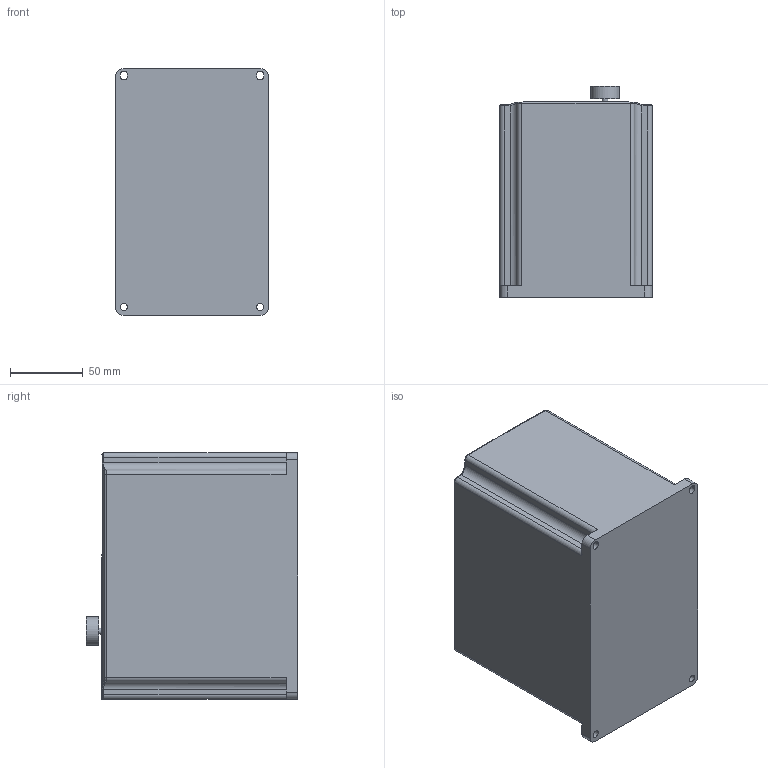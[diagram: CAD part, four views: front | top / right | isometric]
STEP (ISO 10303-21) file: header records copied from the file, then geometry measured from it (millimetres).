
FILE_DESCRIPTION(/* description */ (''),/* implementation_level */ '2;1');
FILE_NAME(/* name */ 'vfd_yl620 v1.step',/* time_stamp */ '2023-03-01T11:23:22-05:00',/* author */ (''),/* organization */ (''),/* preprocessor_version */ 'ST-DEVELOPER v19.2',/* originating_system */ 'Autodesk Translation Framework v11.17.0.187',/* authorisation */ '');
FILE_SCHEMA (('AUTOMOTIVE_DESIGN { 1 0 10303 214 3 1 1 }'));
Length unit declared in the file: millimetre
Products named in the file (1): vfd_yl620
Bounding box: 105 x 145.71 x 170 mm (x, y, z)
Volume: 2331260.1 mm3; surface area: 125740.8 mm2
Topology: 45 solids, 45 shells, 833 faces, 2107 edges, 1398 vertices
Faces by surface type: plane 548, bspline 233, cylinder 46, torus 6
Full cylindrical faces by diameter (mm): 2.5 x8, 4 x1, 5 x2, 19.8 x1
Entity records: 37391 total; most frequent: CARTESIAN_POINT 18680, ORIENTED_EDGE 4214, DIRECTION 2941, EDGE_CURVE 2107, LINE 1535, VECTOR 1535, VERTEX_POINT 1398, EDGE_LOOP 893
